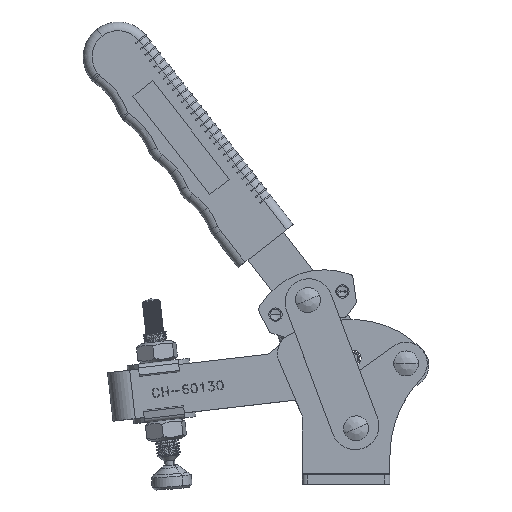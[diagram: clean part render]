
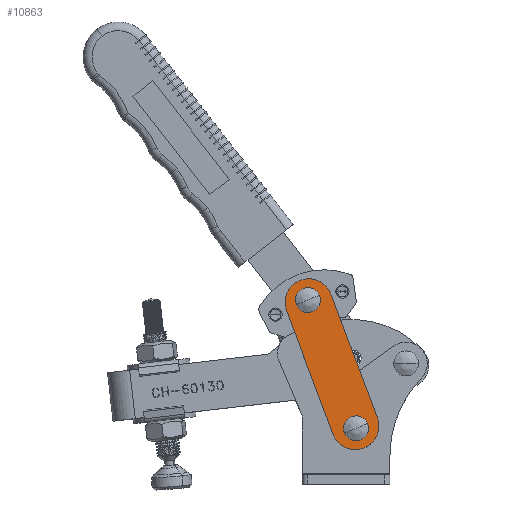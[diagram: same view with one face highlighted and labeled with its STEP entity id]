
A CAD part, top view. The second image highlights one B-rep face of the part: STEP entity #10863.
In plain terms, the highlighted planar face has unit normal (0, 0, 1).
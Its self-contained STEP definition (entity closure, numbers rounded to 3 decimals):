
#630 = EDGE_LOOP ( 'NONE', ( #25334, #30059, #52528, #8683, #49848 ) ) ;
#2519 = ORIENTED_EDGE ( 'NONE', *, *, #56643, .F. ) ;
#3284 = CIRCLE ( 'NONE', #26542, 3.2 ) ;
#3709 = EDGE_CURVE ( 'NONE', #24202, #22687, #3284, .T. ) ;
#3858 = AXIS2_PLACEMENT_3D ( 'NONE', #43209, #16391, #47664 ) ;
#6230 = DIRECTION ( 'NONE',  ( 0., 0., 1. ) ) ;
#6549 = CIRCLE ( 'NONE', #51057, 9.5 ) ;
#7465 = AXIS2_PLACEMENT_3D ( 'NONE', #48351, #21565, #52808 ) ;
#8442 = CARTESIAN_POINT ( 'NONE',  ( -26.43, -6.62, 2. ) ) ;
#8547 = CARTESIAN_POINT ( 'NONE',  ( -35.93, 2.88, 2. ) ) ;
#8683 = ORIENTED_EDGE ( 'NONE', *, *, #32199, .T. ) ;
#9194 = CARTESIAN_POINT ( 'NONE',  ( 27.43, 2.88, 2. ) ) ;
#10825 = CARTESIAN_POINT ( 'NONE',  ( -26.43, 2.88, 2. ) ) ;
#10863 = ADVANCED_FACE ( 'NONE', ( #49403, #22848, #12319 ), #30881, .T. ) ;
#11192 = VERTEX_POINT ( 'NONE', #15334 ) ;
#11251 = VERTEX_POINT ( 'NONE', #8547 ) ;
#11927 = CARTESIAN_POINT ( 'NONE',  ( -27.43, 2.88, 2. ) ) ;
#12319 = FACE_BOUND ( 'NONE', #39826, .T. ) ;
#13747 = EDGE_LOOP ( 'NONE', ( #21360, #29831 ) ) ;
#15326 = DIRECTION ( 'NONE',  ( 1., 0., 0. ) ) ;
#15334 = CARTESIAN_POINT ( 'NONE',  ( -26.43, 12.38, 2. ) ) ;
#15664 = CARTESIAN_POINT ( 'NONE',  ( 26.43, -6.62, 2. ) ) ;
#16391 = DIRECTION ( 'NONE',  ( 0., 0., 1. ) ) ;
#16425 = DIRECTION ( 'NONE',  ( 1., 0., 0. ) ) ;
#16952 = ORIENTED_EDGE ( 'NONE', *, *, #3709, .F. ) ;
#17444 = CIRCLE ( 'NONE', #55042, 3.2 ) ;
#17672 = VERTEX_POINT ( 'NONE', #15664 ) ;
#17806 = EDGE_CURVE ( 'NONE', #27535, #55844, #17444, .T. ) ;
#18791 = DIRECTION ( 'NONE',  ( -1., 0., 0. ) ) ;
#21360 = ORIENTED_EDGE ( 'NONE', *, *, #36804, .F. ) ;
#21565 = DIRECTION ( 'NONE',  ( 0., 0., 1. ) ) ;
#21873 = VERTEX_POINT ( 'NONE', #34407 ) ;
#22272 = CIRCLE ( 'NONE', #49192, 3.2 ) ;
#22687 = VERTEX_POINT ( 'NONE', #23646 ) ;
#22848 = FACE_OUTER_BOUND ( 'NONE', #630, .T. ) ;
#23646 = CARTESIAN_POINT ( 'NONE',  ( 30.63, 2.88, 2. ) ) ;
#24202 = VERTEX_POINT ( 'NONE', #45719 ) ;
#25313 = CARTESIAN_POINT ( 'NONE',  ( 26.43, 2.88, 2. ) ) ;
#25334 = ORIENTED_EDGE ( 'NONE', *, *, #37130, .T. ) ;
#26374 = CARTESIAN_POINT ( 'NONE',  ( -26.43, 2.88, 2. ) ) ;
#26542 = AXIS2_PLACEMENT_3D ( 'NONE', #9194, #56494, #51281 ) ;
#27113 = EDGE_CURVE ( 'NONE', #21873, #11192, #57427, .T. ) ;
#27535 = VERTEX_POINT ( 'NONE', #39501 ) ;
#27538 = VECTOR ( 'NONE', #44214, 1000. ) ;
#29830 = DIRECTION ( 'NONE',  ( -1., 0., 0. ) ) ;
#29831 = ORIENTED_EDGE ( 'NONE', *, *, #17806, .F. ) ;
#30059 = ORIENTED_EDGE ( 'NONE', *, *, #44212, .T. ) ;
#30881 = PLANE ( 'NONE',  #35798 ) ;
#32199 = EDGE_CURVE ( 'NONE', #17672, #21873, #6549, .T. ) ;
#32347 = CARTESIAN_POINT ( 'NONE',  ( -26.43, 12.38, 2. ) ) ;
#33090 = CARTESIAN_POINT ( 'NONE',  ( -27.43, 2.88, 2. ) ) ;
#34279 = CIRCLE ( 'NONE', #54015, 9.5 ) ;
#34407 = CARTESIAN_POINT ( 'NONE',  ( 26.43, 12.38, 2. ) ) ;
#35371 = DIRECTION ( 'NONE',  ( 1., 0., 0. ) ) ;
#35798 = AXIS2_PLACEMENT_3D ( 'NONE', #26374, #52854, #35371 ) ;
#36580 = VECTOR ( 'NONE', #18791, 1000. ) ;
#36804 = EDGE_CURVE ( 'NONE', #55844, #27535, #22272, .T. ) ;
#37130 = EDGE_CURVE ( 'NONE', #11192, #11251, #34279, .T. ) ;
#37538 = DIRECTION ( 'NONE',  ( 1., 0., 0. ) ) ;
#39501 = CARTESIAN_POINT ( 'NONE',  ( -24.23, 2.88, 2. ) ) ;
#39826 = EDGE_LOOP ( 'NONE', ( #16952, #2519 ) ) ;
#40638 = EDGE_CURVE ( 'NONE', #50869, #17672, #52606, .T. ) ;
#42148 = DIRECTION ( 'NONE',  ( 0., 0., 1. ) ) ;
#43209 = CARTESIAN_POINT ( 'NONE',  ( 27.43, 2.88, 2. ) ) ;
#43239 = DIRECTION ( 'NONE',  ( 0., 0., 1. ) ) ;
#44212 = EDGE_CURVE ( 'NONE', #11251, #50869, #56591, .T. ) ;
#44214 = DIRECTION ( 'NONE',  ( 1., 0., 0. ) ) ;
#45719 = CARTESIAN_POINT ( 'NONE',  ( 24.23, 2.88, 2. ) ) ;
#46015 = CARTESIAN_POINT ( 'NONE',  ( -30.63, 2.88, 2. ) ) ;
#46800 = CIRCLE ( 'NONE', #3858, 3.2 ) ;
#47033 = CARTESIAN_POINT ( 'NONE',  ( -26.43, -6.62, 2. ) ) ;
#47664 = DIRECTION ( 'NONE',  ( 1., 0., 0. ) ) ;
#48351 = CARTESIAN_POINT ( 'NONE',  ( -26.43, 2.88, 2. ) ) ;
#49192 = AXIS2_PLACEMENT_3D ( 'NONE', #33090, #6230, #37538 ) ;
#49403 = FACE_BOUND ( 'NONE', #13747, .T. ) ;
#49848 = ORIENTED_EDGE ( 'NONE', *, *, #27113, .T. ) ;
#50869 = VERTEX_POINT ( 'NONE', #47033 ) ;
#51057 = AXIS2_PLACEMENT_3D ( 'NONE', #25313, #56466, #29830 ) ;
#51281 = DIRECTION ( 'NONE',  ( 1., 0., 0. ) ) ;
#52528 = ORIENTED_EDGE ( 'NONE', *, *, #40638, .T. ) ;
#52606 = LINE ( 'NONE', #8442, #27538 ) ;
#52808 = DIRECTION ( 'NONE',  ( 1., 0., 0. ) ) ;
#52854 = DIRECTION ( 'NONE',  ( 0., 0., 1. ) ) ;
#54015 = AXIS2_PLACEMENT_3D ( 'NONE', #10825, #42148, #15326 ) ;
#55042 = AXIS2_PLACEMENT_3D ( 'NONE', #11927, #43239, #16425 ) ;
#55844 = VERTEX_POINT ( 'NONE', #46015 ) ;
#56466 = DIRECTION ( 'NONE',  ( 0., 0., 1. ) ) ;
#56494 = DIRECTION ( 'NONE',  ( 0., 0., 1. ) ) ;
#56591 = CIRCLE ( 'NONE', #7465, 9.5 ) ;
#56643 = EDGE_CURVE ( 'NONE', #22687, #24202, #46800, .T. ) ;
#57427 = LINE ( 'NONE', #32347, #36580 ) ;
